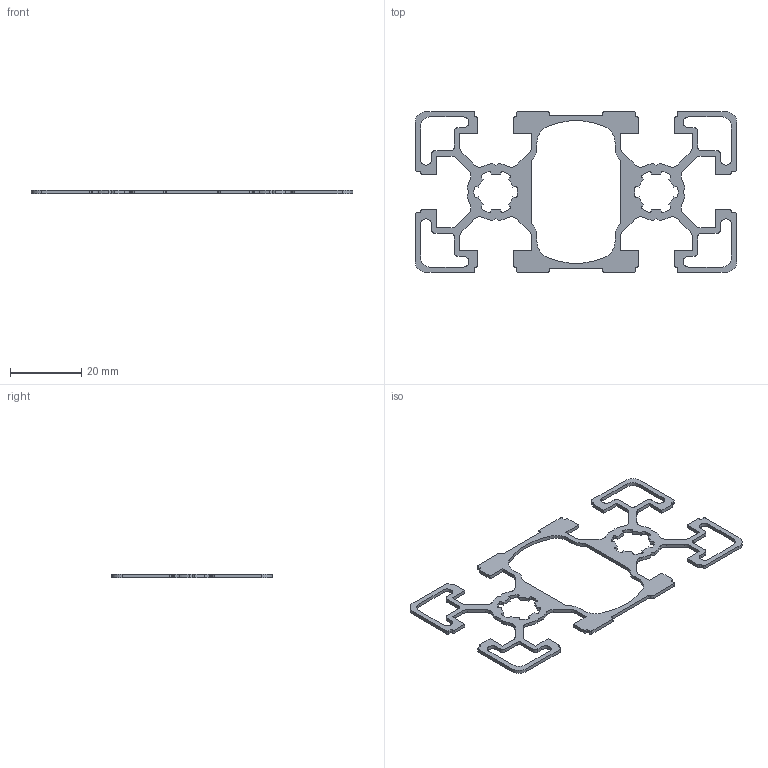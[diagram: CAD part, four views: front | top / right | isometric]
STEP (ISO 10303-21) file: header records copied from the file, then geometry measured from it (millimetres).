
FILE_DESCRIPTION(/* description */ ('BSB Aluminum Profile 45x90-L'),/* implementation_level */ '2;1');
FILE_NAME(/* name */ '1007516.ipt.stp',/* time_stamp */ '2020-04-01T16:45:51+02:00',/* author */ (''),/* organization */ ('COOMACH'),/* preprocessor_version */ 'ST-DEVELOPER v16.5',/* originating_system */ 'Autodesk Inventor 2017',/* authorisation */ '');
FILE_SCHEMA (('AUTOMOTIVE_DESIGN { 1 0 10303 214 3 1 1 }'));
Length unit declared in the file: millimetre
Products named in the file (1): 1007516
Bounding box: 90 x 45 x 1 mm (x, y, z)
Volume: 1131.6 mm3; surface area: 3200.3 mm2
Topology: 1 solids, 1 shells, 328 faces, 978 edges, 652 vertices
Faces by surface type: cylinder 170, plane 158
Entity records: 11180 total; most frequent: DIRECTION 1976, CARTESIAN_POINT 1959, ORIENTED_EDGE 1956, EDGE_CURVE 978, AXIS2_PLACEMENT_3D 669, VERTEX_POINT 652, LINE 638, VECTOR 638
